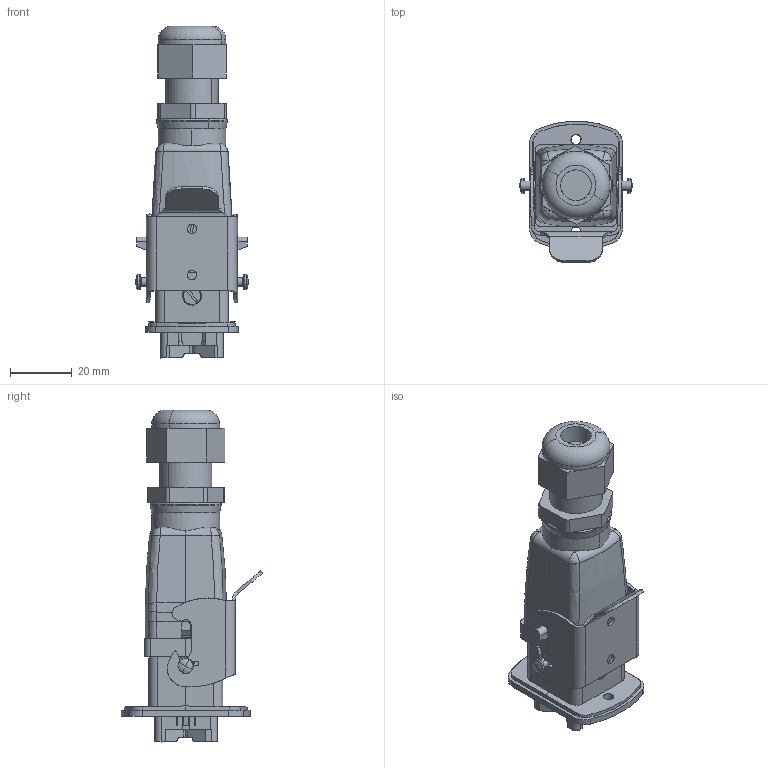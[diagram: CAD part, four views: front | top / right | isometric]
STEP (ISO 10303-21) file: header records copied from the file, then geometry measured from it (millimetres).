
FILE_DESCRIPTION(('CATIA V5 STEP Exchange','CAx-IF Rec.Pracs.--- Model Styling and Organization---1.4--- 2014-01-23'),'2;1');
FILE_NAME ('019341-1_3', '2021-12-08T11:13:57+00:00', ('none'), ('Weidmueller'), 'CATIA Version 5-6 Release 2016 SP3 HF44', 'CATIA V5 STEP AP214', 'none');
FILE_SCHEMA(('AUTOMOTIVE_DESIGN { 1 0 10303 214 1 1 1 1 }'));
Products named in the file (1): 1712570000
Bounding box: 36.5 x 45.96 x 107.74 mm (x, y, z)
Volume: 41957 mm3; surface area: 41554.5 mm2
Topology: 9 solids, 18 shells, 3003 faces, 8338 edges, 5232 vertices
Faces by surface type: plane 1603, cylinder 851, torus 297, cone 177, sphere 36, bspline 31, extrusion 6, revolution 2
Entity records: 100019 total; most frequent: CARTESIAN_POINT 28608, ORIENTED_EDGE 16572, DIRECTION 11833, EDGE_CURVE 8286, VERTEX_POINT 5232, VECTOR 5110, LINE 5104, AXIS2_PLACEMENT_3D 4443
